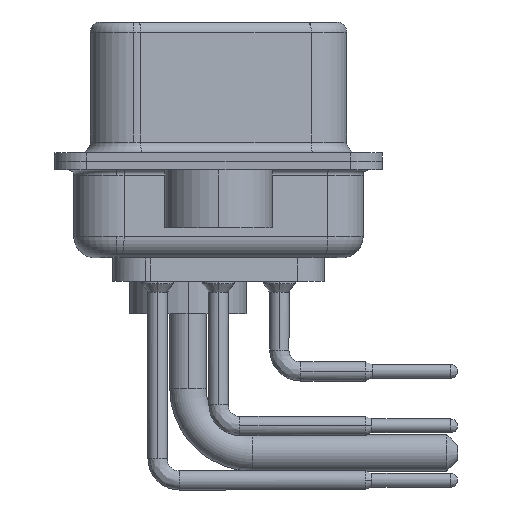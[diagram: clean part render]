
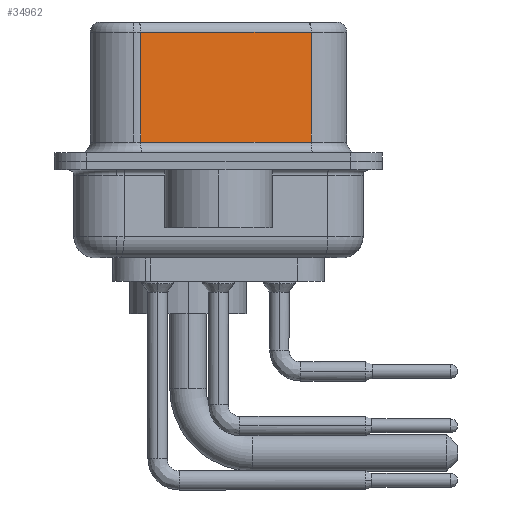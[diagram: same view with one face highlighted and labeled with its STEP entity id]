
A CAD part, left-side view. The second image highlights one B-rep face of the part: STEP entity #34962.
In plain terms, the highlighted planar face has unit normal (-0.985, -0.174, 0).
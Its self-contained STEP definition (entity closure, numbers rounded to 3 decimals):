
#200 = VECTOR ( 'NONE', #29490, 1000. ) ;
#511 = VECTOR ( 'NONE', #31301, 1000. ) ;
#3407 = EDGE_CURVE ( 'NONE', #25273, #30740, #21366, .T. ) ;
#7126 = CARTESIAN_POINT ( 'NONE',  ( 5.132, -4.322, 6.02 ) ) ;
#7695 = CARTESIAN_POINT ( 'NONE',  ( 5.132, -4.322, 6.52 ) ) ;
#8377 = LINE ( 'NONE', #25063, #511 ) ;
#9019 = CARTESIAN_POINT ( 'NONE',  ( 5.132, -4.322, 0.9 ) ) ;
#9558 = ORIENTED_EDGE ( 'NONE', *, *, #20630, .T. ) ;
#10281 = DIRECTION ( 'NONE',  ( -0.174, 0.985, 0. ) ) ;
#12855 = DIRECTION ( 'NONE',  ( 0.985, 0.174, 0. ) ) ;
#13127 = CARTESIAN_POINT ( 'NONE',  ( 3.73, 3.628, 6.52 ) ) ;
#13312 = DIRECTION ( 'NONE',  ( 0., 0., -1. ) ) ;
#13683 = VERTEX_POINT ( 'NONE', #24346 ) ;
#16059 = ORIENTED_EDGE ( 'NONE', *, *, #35360, .T. ) ;
#18877 = PLANE ( 'NONE',  #18919 ) ;
#18919 = AXIS2_PLACEMENT_3D ( 'NONE', #7695, #12855, #10281 ) ;
#19487 = VECTOR ( 'NONE', #35498, 1000. ) ;
#20630 = EDGE_CURVE ( 'NONE', #13683, #30740, #8377, .T. ) ;
#21366 = LINE ( 'NONE', #32744, #22698 ) ;
#22698 = VECTOR ( 'NONE', #13312, 1000. ) ;
#24121 = LINE ( 'NONE', #13127, #19487 ) ;
#24346 = CARTESIAN_POINT ( 'NONE',  ( 3.73, 3.628, 0.9 ) ) ;
#25063 = CARTESIAN_POINT ( 'NONE',  ( 5.132, -4.322, 0.9 ) ) ;
#25113 = VERTEX_POINT ( 'NONE', #28782 ) ;
#25273 = VERTEX_POINT ( 'NONE', #7126 ) ;
#26910 = LINE ( 'NONE', #27274, #200 ) ;
#26965 = ORIENTED_EDGE ( 'NONE', *, *, #34169, .T. ) ;
#27050 = EDGE_LOOP ( 'NONE', ( #32938, #16059, #26965, #9558 ) ) ;
#27274 = CARTESIAN_POINT ( 'NONE',  ( 5.132, -4.322, 6.02 ) ) ;
#28782 = CARTESIAN_POINT ( 'NONE',  ( 3.73, 3.628, 6.02 ) ) ;
#29490 = DIRECTION ( 'NONE',  ( -0.174, 0.985, 0. ) ) ;
#30740 = VERTEX_POINT ( 'NONE', #9019 ) ;
#31301 = DIRECTION ( 'NONE',  ( 0.174, -0.985, 0. ) ) ;
#32297 = FACE_OUTER_BOUND ( 'NONE', #27050, .T. ) ;
#32744 = CARTESIAN_POINT ( 'NONE',  ( 5.132, -4.322, 6.52 ) ) ;
#32938 = ORIENTED_EDGE ( 'NONE', *, *, #3407, .F. ) ;
#34169 = EDGE_CURVE ( 'NONE', #25113, #13683, #24121, .T. ) ;
#34962 = ADVANCED_FACE ( 'NONE', ( #32297 ), #18877, .F. ) ;
#35360 = EDGE_CURVE ( 'NONE', #25273, #25113, #26910, .T. ) ;
#35498 = DIRECTION ( 'NONE',  ( 0., 0., -1. ) ) ;
